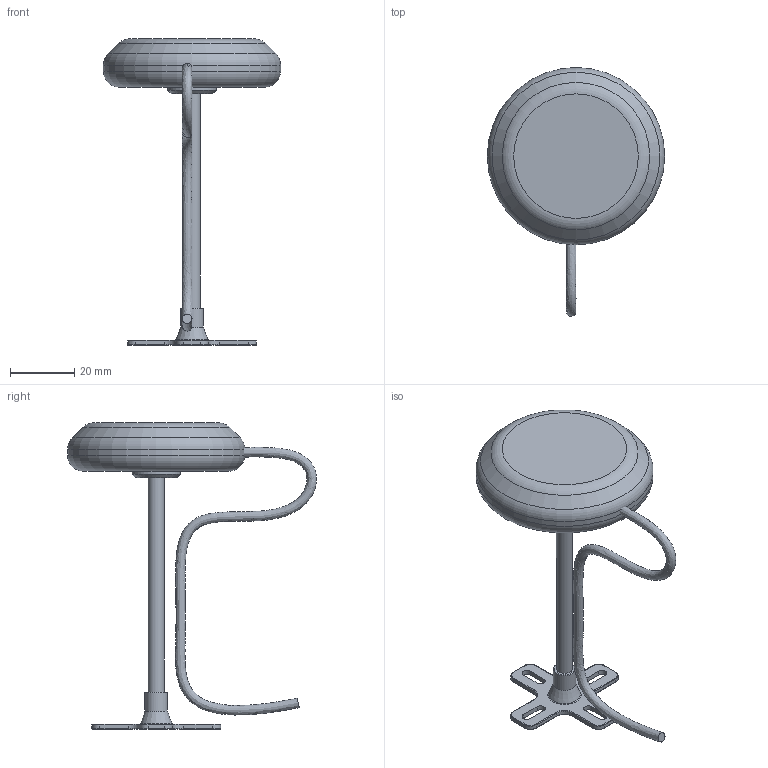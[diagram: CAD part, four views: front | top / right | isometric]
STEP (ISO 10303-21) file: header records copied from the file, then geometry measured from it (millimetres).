
FILE_DESCRIPTION(/* description */ (''),/* implementation_level */ '2;1');
FILE_NAME(/* name */ 'gps antenna v3.step',/* time_stamp */ '2016-05-04T14:14:18+04:00',/* author */ (''),/* organization */ (''),/* preprocessor_version */ 'ST-DEVELOPER v16.2',/* originating_system */ 'Autodesk Translation Framework v4.3.0.3010',/* authorisation */ '');
FILE_SCHEMA (('AUTOMOTIVE_DESIGN { 1 0 10303 214 3 1 1 }'));
Length unit declared in the file: centimetre
Products named in the file (1): gps antenna v3
Bounding box: 55 x 77.21 x 95 mm (x, y, z)
Volume: 35725.1 mm3; surface area: 11244.3 mm2
Topology: 4 solids, 4 shells, 112 faces, 251 edges, 149 vertices
Faces by surface type: cylinder 49, plane 30, torus 29, cone 3, bspline 1
Full cylindrical faces by diameter (mm): 5 x2, 7 x1, 15 x1, 55 x1
Entity records: 3524 total; most frequent: CARTESIAN_POINT 925, DIRECTION 592, ORIENTED_EDGE 474, AXIS2_PLACEMENT_3D 244, EDGE_CURVE 237, VERTEX_POINT 148, EDGE_LOOP 137, CIRCLE 132
